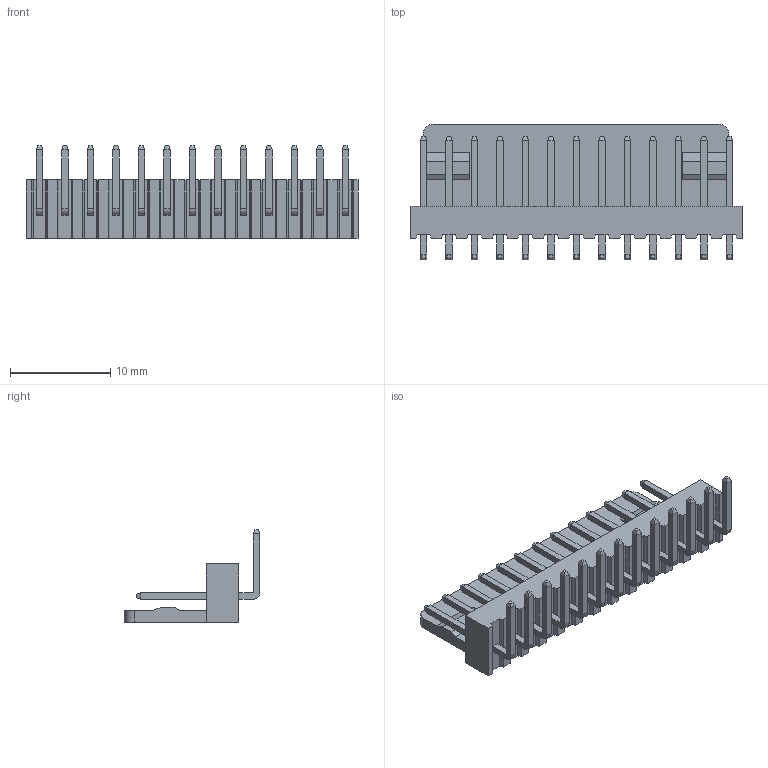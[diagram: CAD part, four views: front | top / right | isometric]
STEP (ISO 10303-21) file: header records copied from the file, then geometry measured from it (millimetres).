
FILE_DESCRIPTION (( 'STEP AP214' ), '1' );
FILE_NAME ('11634, SWR25X-NRTC-S13-RA-BA.STEP', '2012-09-20T01:32:14', ( '' ), ( '' ), 'SwSTEP 2.0', 'SolidWorks 2012', '' );
FILE_SCHEMA (( 'AUTOMOTIVE_DESIGN' ));
Length unit declared in the file: millimetre
Products named in the file (1): 11634, SWR25X-NRTC-S13-RA-BA
Bounding box: 33.1 x 13.52 x 9.2 mm (x, y, z)
Volume: 950.2 mm3; surface area: 1687.7 mm2
Topology: 1 solids, 1 shells, 345 faces, 847 edges, 530 vertices
Faces by surface type: plane 330, cylinder 15
Entity records: 9873 total; most frequent: CARTESIAN_POINT 1723, ORIENTED_EDGE 1694, DIRECTION 1569, EDGE_CURVE 847, LINE 817, VECTOR 817, VERTEX_POINT 530, AXIS2_PLACEMENT_3D 376
